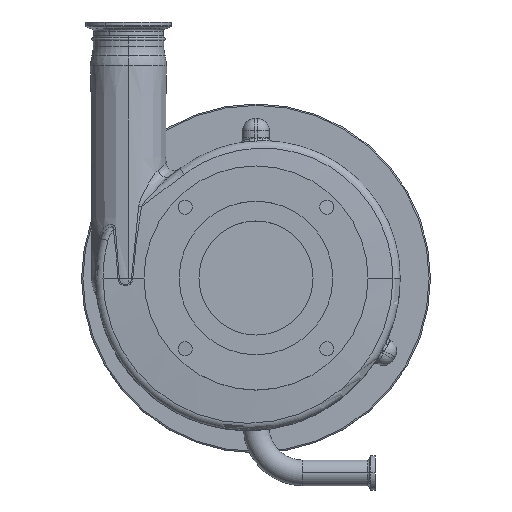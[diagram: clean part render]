
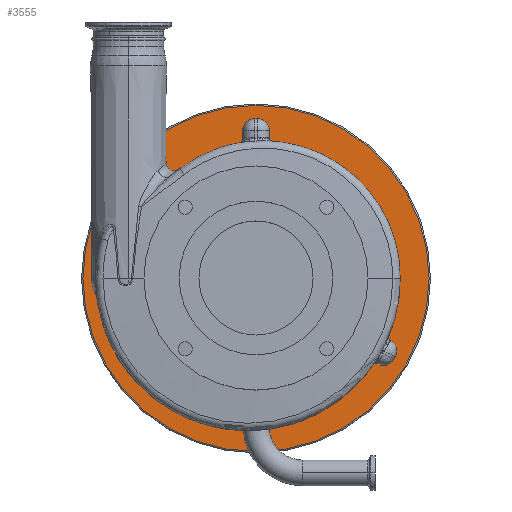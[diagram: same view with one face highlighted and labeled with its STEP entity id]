
A CAD part, top view. The second image highlights one B-rep face of the part: STEP entity #3555.
In plain terms, the highlighted planar face has unit normal (0, 0, 1).
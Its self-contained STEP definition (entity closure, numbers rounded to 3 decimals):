
#37 = CARTESIAN_POINT ( 'NONE',  ( -84.397, -54.5, -58.5 ) ) ;
#239 = CARTESIAN_POINT ( 'NONE',  ( -104.397, -54.5, -58.5 ) ) ;
#782 = EDGE_CURVE ( 'NONE', #7097, #3672, #4813, .T. ) ;
#814 = CARTESIAN_POINT ( 'NONE',  ( 0., 0., -58.5 ) ) ;
#862 = DIRECTION ( 'NONE',  ( 0., 0., 1. ) ) ;
#881 = CARTESIAN_POINT ( 'NONE',  ( 0., 64.295, -58.5 ) ) ;
#987 = CARTESIAN_POINT ( 'NONE',  ( 84.397, -54.5, -58.5 ) ) ;
#1031 = CARTESIAN_POINT ( 'NONE',  ( 94.397, -54.5, -58.5 ) ) ;
#1161 = VERTEX_POINT ( 'NONE', #239 ) ;
#1282 = VERTEX_POINT ( 'NONE', #14542 ) ;
#1605 = CARTESIAN_POINT ( 'NONE',  ( 0., 0., -58.5 ) ) ;
#1996 = AXIS2_PLACEMENT_3D ( 'NONE', #5554, #862, #5706 ) ;
#2074 = ORIENTED_EDGE ( 'NONE', *, *, #13385, .T. ) ;
#2077 = FACE_BOUND ( 'NONE', #11472, .T. ) ;
#2129 = DIRECTION ( 'NONE',  ( 0., 0., -1. ) ) ;
#2771 = CIRCLE ( 'NONE', #3542, 10. ) ;
#2928 = VERTEX_POINT ( 'NONE', #987 ) ;
#2959 = VERTEX_POINT ( 'NONE', #10581 ) ;
#2980 = DIRECTION ( 'NONE',  ( -1., 0., 0. ) ) ;
#3173 = DIRECTION ( 'NONE',  ( -1., 0., 0. ) ) ;
#3383 = EDGE_CURVE ( 'NONE', #11231, #12223, #5230, .T. ) ;
#3403 = ORIENTED_EDGE ( 'NONE', *, *, #7337, .T. ) ;
#3437 = DIRECTION ( 'NONE',  ( 0., 0., -1. ) ) ;
#3542 = AXIS2_PLACEMENT_3D ( 'NONE', #13244, #15731, #4791 ) ;
#3555 = ADVANCED_FACE ( 'NONE', ( #14352, #11907, #13002, #2077, #6931 ), #11831, .F. ) ;
#3662 = EDGE_CURVE ( 'NONE', #12223, #11231, #10869, .T. ) ;
#3665 = DIRECTION ( 'NONE',  ( -1., 0., 0. ) ) ;
#3672 = VERTEX_POINT ( 'NONE', #4562 ) ;
#3802 = AXIS2_PLACEMENT_3D ( 'NONE', #4629, #9544, #9207 ) ;
#4203 = AXIS2_PLACEMENT_3D ( 'NONE', #6923, #4541, #14095 ) ;
#4541 = DIRECTION ( 'NONE',  ( 0., 0., 1. ) ) ;
#4562 = CARTESIAN_POINT ( 'NONE',  ( 10., 109., -58.5 ) ) ;
#4629 = CARTESIAN_POINT ( 'NONE',  ( -94.397, -54.5, -58.5 ) ) ;
#4677 = EDGE_CURVE ( 'NONE', #7771, #2928, #13418, .T. ) ;
#4791 = DIRECTION ( 'NONE',  ( -1., 0., 0. ) ) ;
#4813 = CIRCLE ( 'NONE', #12466, 10. ) ;
#4983 = ORIENTED_EDGE ( 'NONE', *, *, #15330, .T. ) ;
#5122 = DIRECTION ( 'NONE',  ( 0., 0., -1. ) ) ;
#5230 = CIRCLE ( 'NONE', #10118, 97. ) ;
#5554 = CARTESIAN_POINT ( 'NONE',  ( 0., 0., -58.5 ) ) ;
#5706 = DIRECTION ( 'NONE',  ( 1., 0., 0. ) ) ;
#5721 = DIRECTION ( 'NONE',  ( -1., 0., 0. ) ) ;
#6002 = CARTESIAN_POINT ( 'NONE',  ( 104.397, -54.5, -58.5 ) ) ;
#6459 = DIRECTION ( 'NONE',  ( 0., 0., -1. ) ) ;
#6468 = EDGE_LOOP ( 'NONE', ( #3403, #14424 ) ) ;
#6824 = DIRECTION ( 'NONE',  ( -1., 0., 0. ) ) ;
#6921 = CARTESIAN_POINT ( 'NONE',  ( 97., 0., -58.5 ) ) ;
#6923 = CARTESIAN_POINT ( 'NONE',  ( 0., 0., -58.5 ) ) ;
#6931 = FACE_OUTER_BOUND ( 'NONE', #13178, .T. ) ;
#7004 = AXIS2_PLACEMENT_3D ( 'NONE', #14080, #2129, #3173 ) ;
#7071 = CARTESIAN_POINT ( 'NONE',  ( 0., 109., -58.5 ) ) ;
#7097 = VERTEX_POINT ( 'NONE', #15410 ) ;
#7337 = EDGE_CURVE ( 'NONE', #10832, #1161, #12718, .T. ) ;
#7771 = VERTEX_POINT ( 'NONE', #6002 ) ;
#8396 = AXIS2_PLACEMENT_3D ( 'NONE', #11451, #5122, #13575 ) ;
#8642 = ORIENTED_EDGE ( 'NONE', *, *, #13749, .T. ) ;
#8727 = CARTESIAN_POINT ( 'NONE',  ( -97., 0., -58.5 ) ) ;
#9168 = CIRCLE ( 'NONE', #3802, 10. ) ;
#9207 = DIRECTION ( 'NONE',  ( -1., 0., 0. ) ) ;
#9544 = DIRECTION ( 'NONE',  ( 0., 0., -1. ) ) ;
#9774 = EDGE_LOOP ( 'NONE', ( #2074, #12540 ) ) ;
#10118 = AXIS2_PLACEMENT_3D ( 'NONE', #1605, #6459, #2980 ) ;
#10497 = ORIENTED_EDGE ( 'NONE', *, *, #15138, .T. ) ;
#10571 = DIRECTION ( 'NONE',  ( -1., 0., 0. ) ) ;
#10581 = CARTESIAN_POINT ( 'NONE',  ( 129., 0., -58.5 ) ) ;
#10832 = VERTEX_POINT ( 'NONE', #37 ) ;
#10869 = CIRCLE ( 'NONE', #11635, 97. ) ;
#11231 = VERTEX_POINT ( 'NONE', #8727 ) ;
#11451 = CARTESIAN_POINT ( 'NONE',  ( -94.397, -54.5, -58.5 ) ) ;
#11472 = EDGE_LOOP ( 'NONE', ( #14957, #11810 ) ) ;
#11635 = AXIS2_PLACEMENT_3D ( 'NONE', #814, #11918, #10571 ) ;
#11810 = ORIENTED_EDGE ( 'NONE', *, *, #3383, .T. ) ;
#11831 = PLANE ( 'NONE',  #12381 ) ;
#11907 = FACE_BOUND ( 'NONE', #6468, .T. ) ;
#11918 = DIRECTION ( 'NONE',  ( 0., 0., -1. ) ) ;
#11966 = DIRECTION ( 'NONE',  ( 0., 0., -1. ) ) ;
#12223 = VERTEX_POINT ( 'NONE', #6921 ) ;
#12381 = AXIS2_PLACEMENT_3D ( 'NONE', #881, #3437, #5721 ) ;
#12466 = AXIS2_PLACEMENT_3D ( 'NONE', #7071, #11966, #6824 ) ;
#12540 = ORIENTED_EDGE ( 'NONE', *, *, #782, .T. ) ;
#12718 = CIRCLE ( 'NONE', #8396, 10. ) ;
#13002 = FACE_BOUND ( 'NONE', #13752, .T. ) ;
#13178 = EDGE_LOOP ( 'NONE', ( #10497, #8642 ) ) ;
#13244 = CARTESIAN_POINT ( 'NONE',  ( 0., 109., -58.5 ) ) ;
#13273 = EDGE_CURVE ( 'NONE', #1161, #10832, #9168, .T. ) ;
#13313 = DIRECTION ( 'NONE',  ( 0., 0., -1. ) ) ;
#13385 = EDGE_CURVE ( 'NONE', #3672, #7097, #2771, .T. ) ;
#13418 = CIRCLE ( 'NONE', #13900, 10. ) ;
#13468 = CIRCLE ( 'NONE', #1996, 129. ) ;
#13471 = ORIENTED_EDGE ( 'NONE', *, *, #4677, .T. ) ;
#13575 = DIRECTION ( 'NONE',  ( -1., 0., 0. ) ) ;
#13749 = EDGE_CURVE ( 'NONE', #1282, #2959, #13468, .T. ) ;
#13752 = EDGE_LOOP ( 'NONE', ( #13471, #4983 ) ) ;
#13900 = AXIS2_PLACEMENT_3D ( 'NONE', #1031, #13313, #3665 ) ;
#14080 = CARTESIAN_POINT ( 'NONE',  ( 94.397, -54.5, -58.5 ) ) ;
#14095 = DIRECTION ( 'NONE',  ( 1., 0., 0. ) ) ;
#14352 = FACE_BOUND ( 'NONE', #9774, .T. ) ;
#14392 = CIRCLE ( 'NONE', #4203, 129. ) ;
#14424 = ORIENTED_EDGE ( 'NONE', *, *, #13273, .T. ) ;
#14542 = CARTESIAN_POINT ( 'NONE',  ( -129., 0., -58.5 ) ) ;
#14957 = ORIENTED_EDGE ( 'NONE', *, *, #3662, .T. ) ;
#15138 = EDGE_CURVE ( 'NONE', #2959, #1282, #14392, .T. ) ;
#15330 = EDGE_CURVE ( 'NONE', #2928, #7771, #15679, .T. ) ;
#15410 = CARTESIAN_POINT ( 'NONE',  ( -10., 109., -58.5 ) ) ;
#15679 = CIRCLE ( 'NONE', #7004, 10. ) ;
#15731 = DIRECTION ( 'NONE',  ( 0., 0., -1. ) ) ;
